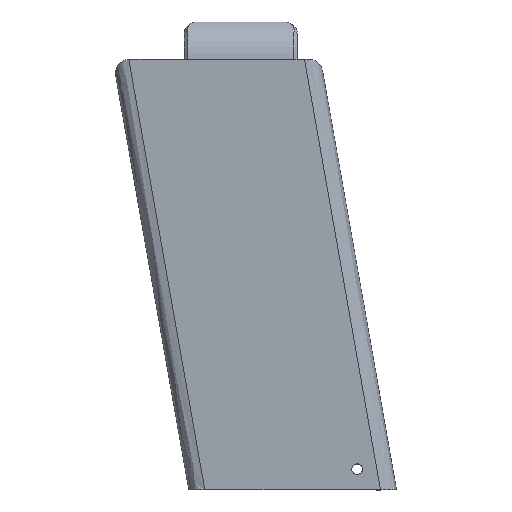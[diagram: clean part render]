
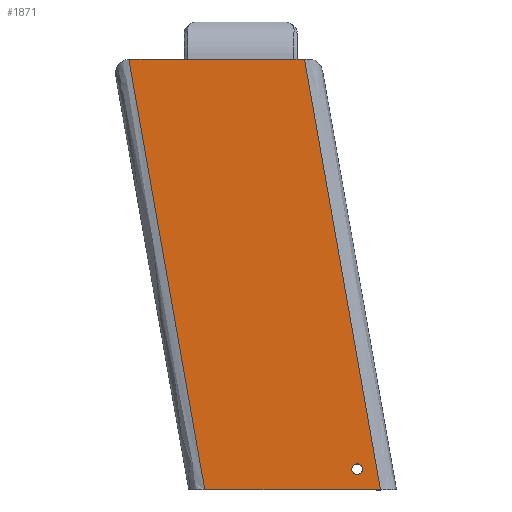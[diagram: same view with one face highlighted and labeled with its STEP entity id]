
A CAD part, top view. The second image highlights one B-rep face of the part: STEP entity #1871.
In plain terms, the highlighted planar face has unit normal (0, 0, 1).
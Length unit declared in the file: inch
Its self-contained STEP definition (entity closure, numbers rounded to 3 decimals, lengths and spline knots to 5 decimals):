
#25=FACE_BOUND('',#448,.T.);
#77=CIRCLE('',#1963,0.04688);
#337=FACE_OUTER_BOUND('',#447,.T.);
#447=EDGE_LOOP('',(#1707,#1708,#1709,#1710,#1711,#1712,#1713));
#448=EDGE_LOOP('',(#1714));
#522=LINE('',#3458,#660);
#544=LINE('',#3508,#682);
#575=LINE('',#4081,#713);
#584=LINE('',#4358,#722);
#586=LINE('',#4368,#724);
#587=LINE('',#4374,#725);
#588=LINE('',#4376,#726);
#660=VECTOR('',#2150,0.3937);
#682=VECTOR('',#2192,0.3937);
#713=VECTOR('',#2265,0.3937);
#722=VECTOR('',#2294,0.3937);
#724=VECTOR('',#2298,0.3937);
#725=VECTOR('',#2309,0.3937);
#726=VECTOR('',#2312,0.3937);
#780=VERTEX_POINT('',#2783);
#792=VERTEX_POINT('',#2915);
#820=VERTEX_POINT('',#3457);
#838=VERTEX_POINT('',#3506);
#872=VERTEX_POINT('',#3959);
#880=VERTEX_POINT('',#4080);
#892=VERTEX_POINT('',#4324);
#896=VERTEX_POINT('',#4366);
#1038=EDGE_CURVE('',#792,#820,#522,.T.);
#1065=EDGE_CURVE('',#838,#780,#544,.T.);
#1125=EDGE_CURVE('',#872,#872,#77,.T.);
#1138=EDGE_CURVE('',#880,#820,#575,.T.);
#1168=EDGE_CURVE('',#892,#838,#584,.T.);
#1171=EDGE_CURVE('',#896,#892,#586,.T.);
#1173=EDGE_CURVE('',#780,#792,#587,.T.);
#1174=EDGE_CURVE('',#880,#896,#588,.T.);
#1707=ORIENTED_EDGE('',*,*,#1171,.F.);
#1708=ORIENTED_EDGE('',*,*,#1174,.F.);
#1709=ORIENTED_EDGE('',*,*,#1138,.T.);
#1710=ORIENTED_EDGE('',*,*,#1038,.F.);
#1711=ORIENTED_EDGE('',*,*,#1173,.F.);
#1712=ORIENTED_EDGE('',*,*,#1065,.F.);
#1713=ORIENTED_EDGE('',*,*,#1168,.F.);
#1714=ORIENTED_EDGE('',*,*,#1125,.T.);
#1764=PLANE('',#1981);
#1871=ADVANCED_FACE('',(#337,#25),#1764,.T.);
#1963=AXIS2_PLACEMENT_3D('',#3961,#2257,#2258);
#1981=AXIS2_PLACEMENT_3D('',#4375,#2310,#2311);
#2150=DIRECTION('',(1.,0.,0.));
#2192=DIRECTION('',(1.,0.,0.));
#2257=DIRECTION('center_axis',(0.,0.,
-1.));
#2258=DIRECTION('ref_axis',(-1.,0.,0.));
#2265=DIRECTION('',(-0.174,0.985,0.));
#2294=DIRECTION('',(-0.174,0.985,0.));
#2298=DIRECTION('',(-0.174,0.985,0.));
#2309=DIRECTION('',(1.,0.,0.));
#2310=DIRECTION('center_axis',(0.,0.,
1.));
#2311=DIRECTION('ref_axis',(1.,0.,0.));
#2312=DIRECTION('',(-1.,0.,0.));
#2783=CARTESIAN_POINT('',(2.23199,2.66993,0.372));
#2915=CARTESIAN_POINT('',(3.17199,2.66993,0.372));
#3457=CARTESIAN_POINT('',(3.26682,2.66993,0.372));
#3458=CARTESIAN_POINT('',(3.26682,2.66993,0.372));
#3506=CARTESIAN_POINT('',(1.71082,2.66993,0.372));
#3508=CARTESIAN_POINT('',(3.26682,2.66993,0.372));
#3959=CARTESIAN_POINT('',(3.77959,-0.96109,0.372));
#3961=CARTESIAN_POINT('Origin',(3.73272,-0.96109,0.372));
#4080=CARTESIAN_POINT('',(3.93934,-1.14407,0.372));
#4081=CARTESIAN_POINT('',(3.93934,-1.14407,0.372));
#4324=CARTESIAN_POINT('',(1.71086,2.66974,0.372));
#4358=CARTESIAN_POINT('',(2.38334,-1.14407,0.372));
#4366=CARTESIAN_POINT('',(2.38334,-1.14407,0.372));
#4368=CARTESIAN_POINT('',(2.38334,-1.14407,0.372));
#4374=CARTESIAN_POINT('',(3.26682,2.66993,0.372));
#4375=CARTESIAN_POINT('Origin',(2.38334,-1.14407,0.372));
#4376=CARTESIAN_POINT('',(3.93934,-1.14407,0.372));
